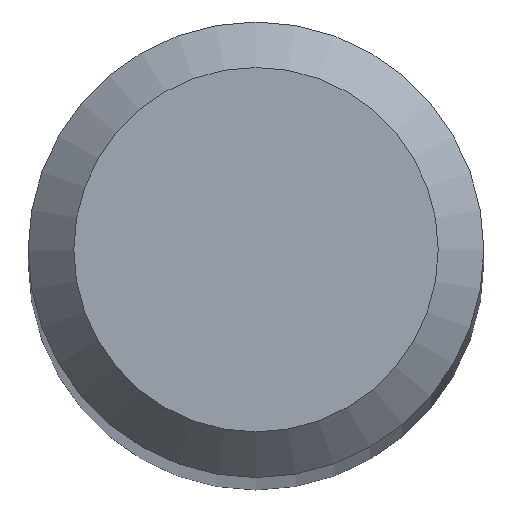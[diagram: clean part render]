
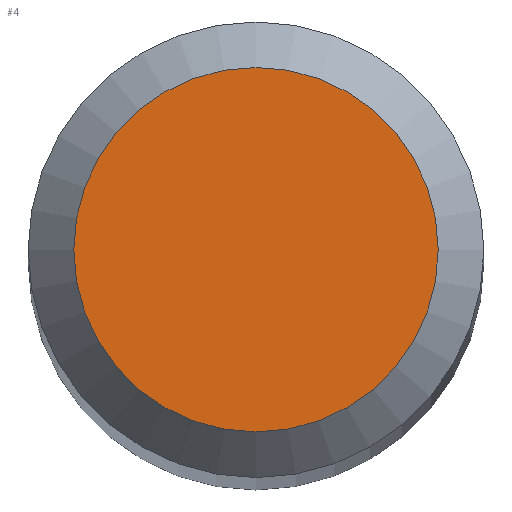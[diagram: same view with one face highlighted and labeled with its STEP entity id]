
A CAD part, top view. The second image highlights one B-rep face of the part: STEP entity #4.
In plain terms, the highlighted planar face has unit normal (0, 0, 1).
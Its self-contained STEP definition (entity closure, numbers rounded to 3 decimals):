
#4 = ADVANCED_FACE ( 'NONE', ( #277 ), #64, .F. ) ;
#45 = VERTEX_POINT ( 'NONE', #153 ) ;
#58 = DIRECTION ( 'NONE',  ( 0., 1., 0. ) ) ;
#64 = PLANE ( 'NONE',  #81 ) ;
#81 = AXIS2_PLACEMENT_3D ( 'NONE', #162, #247, #138 ) ;
#90 = ORIENTED_EDGE ( 'NONE', *, *, #184, .F. ) ;
#96 = EDGE_LOOP ( 'NONE', ( #90 ) ) ;
#112 = CIRCLE ( 'NONE', #125, 0.6 ) ;
#125 = AXIS2_PLACEMENT_3D ( 'NONE', #213, #256, #58 ) ;
#138 = DIRECTION ( 'NONE',  ( 0., 1., 0. ) ) ;
#153 = CARTESIAN_POINT ( 'NONE',  ( 0., 0.6, 30. ) ) ;
#162 = CARTESIAN_POINT ( 'NONE',  ( 0., 0., 30. ) ) ;
#184 = EDGE_CURVE ( 'NONE', #45, #45, #112, .T. ) ;
#213 = CARTESIAN_POINT ( 'NONE',  ( 0., 0., 30. ) ) ;
#247 = DIRECTION ( 'NONE',  ( 0., 0., -1. ) ) ;
#256 = DIRECTION ( 'NONE',  ( 0., 0., -1. ) ) ;
#277 = FACE_OUTER_BOUND ( 'NONE', #96, .T. ) ;
